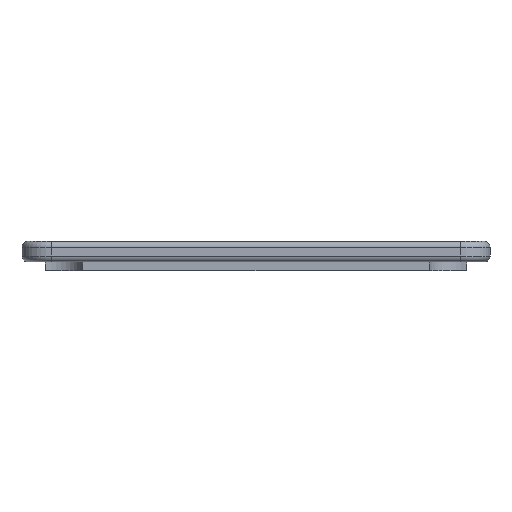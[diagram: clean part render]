
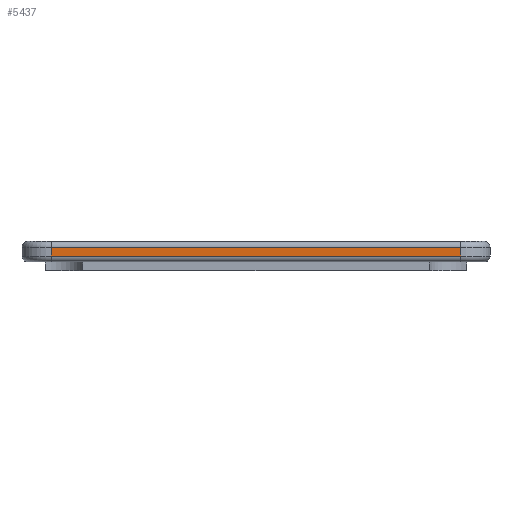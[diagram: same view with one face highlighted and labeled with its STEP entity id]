
A CAD part, left-side view. The second image highlights one B-rep face of the part: STEP entity #5437.
In plain terms, the highlighted planar face has unit normal (-1, 0, 0).
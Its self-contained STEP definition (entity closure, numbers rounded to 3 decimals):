
#313=PLANE('',#5785);
#515=FACE_OUTER_BOUND('',#823,.T.);
#823=EDGE_LOOP('',(#3794,#3795,#3796,#3797));
#1158=LINE('',#7250,#1747);
#1163=LINE('',#7280,#1752);
#1165=LINE('',#7286,#1754);
#1166=LINE('',#7287,#1755);
#1747=VECTOR('',#6075,10.);
#1752=VECTOR('',#6112,10.);
#1754=VECTOR('',#6118,10.);
#1755=VECTOR('',#6119,10.);
#2397=VERTEX_POINT('',#7240);
#2399=VERTEX_POINT('',#7246);
#2409=VERTEX_POINT('',#7279);
#2411=VERTEX_POINT('',#7285);
#2944=EDGE_CURVE('',#2397,#2399,#1158,.T.);
#2959=EDGE_CURVE('',#2409,#2399,#1163,.T.);
#2962=EDGE_CURVE('',#2411,#2397,#1165,.T.);
#2963=EDGE_CURVE('',#2409,#2411,#1166,.T.);
#3794=ORIENTED_EDGE('',*,*,#2944,.F.);
#3795=ORIENTED_EDGE('',*,*,#2962,.F.);
#3796=ORIENTED_EDGE('',*,*,#2963,.F.);
#3797=ORIENTED_EDGE('',*,*,#2959,.T.);
#5437=ADVANCED_FACE('',(#515),#313,.T.);
#5785=AXIS2_PLACEMENT_3D('',#7284,#6116,#6117);
#6075=DIRECTION('',(0.,-1.,0.));
#6112=DIRECTION('',(0.,0.,1.));
#6116=DIRECTION('center_axis',(-1.,0.,0.));
#6117=DIRECTION('ref_axis',(0.,-1.,0.));
#6118=DIRECTION('',(0.,0.,1.));
#6119=DIRECTION('',(0.,1.,0.));
#7240=CARTESIAN_POINT('',(-40.,35.,2.5));
#7246=CARTESIAN_POINT('',(-40.,-35.,2.5));
#7250=CARTESIAN_POINT('',(-40.,17.5,2.5));
#7279=CARTESIAN_POINT('',(-40.,-35.,1.));
#7280=CARTESIAN_POINT('',(-40.,-35.,0.));
#7284=CARTESIAN_POINT('Origin',(-40.,35.,0.));
#7285=CARTESIAN_POINT('',(-40.,35.,1.));
#7286=CARTESIAN_POINT('',(-40.,35.,0.));
#7287=CARTESIAN_POINT('',(-40.,17.5,1.));
